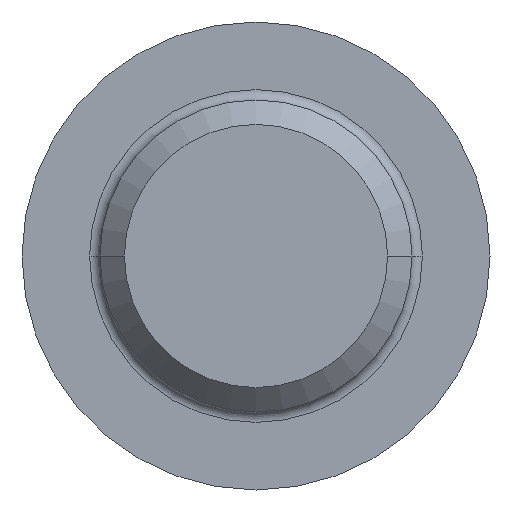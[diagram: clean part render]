
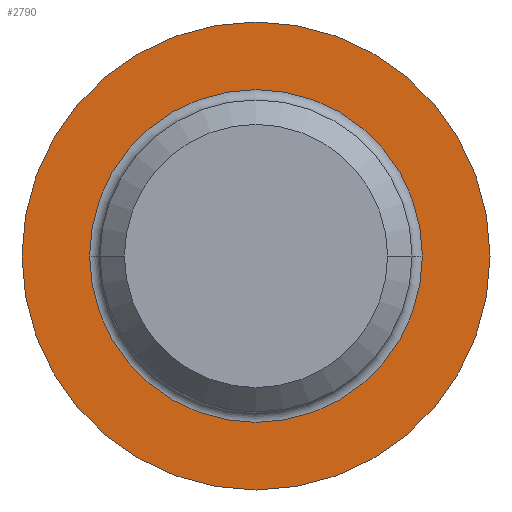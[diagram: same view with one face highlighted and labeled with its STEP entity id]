
A CAD part, front view. The second image highlights one B-rep face of the part: STEP entity #2790.
In plain terms, the highlighted face is planar.
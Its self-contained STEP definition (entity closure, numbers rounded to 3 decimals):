
#610=CARTESIAN_POINT('',(0.,-16.,0.));
#620=VERTEX_POINT('',#610);
#750=CARTESIAN_POINT('',(0.,16.,0.));
#760=VERTEX_POINT('',#750);
#790=CARTESIAN_POINT('',(0.,0.,0.));
#800=DIRECTION('',(1.,0.,0.));
#810=DIRECTION('',(0.,-1.,0.));
#820=AXIS2_PLACEMENT_3D('',#790,#800,#810);
#830=CIRCLE('',#820,16.);
#840=EDGE_CURVE('',#760,#620,#830,.T.);
#2540=CARTESIAN_POINT('',(0.,0.,0.));
#2550=DIRECTION('',(1.,0.,0.));
#2560=DIRECTION('',(0.,0.,1.));
#2570=AXIS2_PLACEMENT_3D('',#2540,#2550,#2560);
#2580=PLANE('',#2570);
#2590=CARTESIAN_POINT('',(0.,0.,0.));
#2600=DIRECTION('',(-1.,0.,-0.));
#2610=DIRECTION('',(0.,0.,-1.));
#2620=AXIS2_PLACEMENT_3D('',#2590,#2600,#2610);
#2630=CIRCLE('',#2620,22.5);
#2640=CARTESIAN_POINT('',(0.,0.,-22.5));
#2650=VERTEX_POINT('',#2640);
#2660=CARTESIAN_POINT('',(0.,0.,22.5));
#2670=VERTEX_POINT('',#2660);
#2680=EDGE_CURVE('',#2650,#2670,#2630,.T.);
#2690=ORIENTED_EDGE('',*,*,#2680,.T.);
#2700=EDGE_CURVE('',#2670,#2650,#2630,.T.);
#2710=ORIENTED_EDGE('',*,*,#2700,.T.);
#2720=EDGE_LOOP('',(#2710,#2690));
#2730=FACE_OUTER_BOUND('',#2720,.T.);
#2740=EDGE_CURVE('',#620,#760,#830,.T.);
#2750=ORIENTED_EDGE('',*,*,#2740,.T.);
#2760=ORIENTED_EDGE('',*,*,#840,.T.);
#2770=EDGE_LOOP('',(#2760,#2750));
#2780=FACE_BOUND('',#2770,.T.);
#2790=ADVANCED_FACE('',(#2730,#2780),#2580,.F.);
